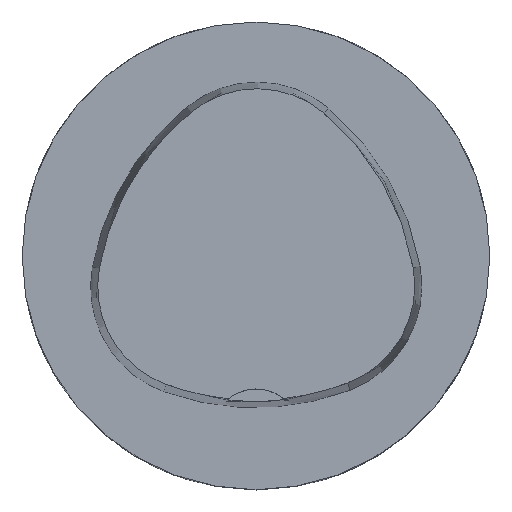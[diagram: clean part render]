
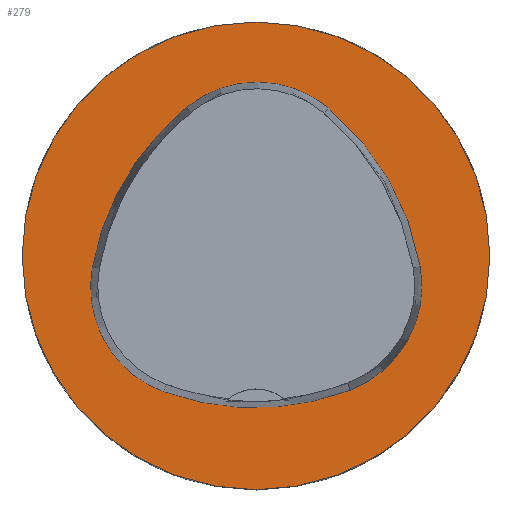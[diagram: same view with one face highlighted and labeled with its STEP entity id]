
A CAD part, top view. The second image highlights one B-rep face of the part: STEP entity #279.
In plain terms, the highlighted planar face has unit normal (0, 0, 1).
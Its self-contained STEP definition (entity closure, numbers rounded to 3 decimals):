
#279=ADVANCED_FACE('',(#646,#647),#350,.T.);
#350=PLANE('',#1794);
#646=FACE_BOUND('',#698,.T.);
#647=FACE_BOUND('',#699,.T.);
#698=EDGE_LOOP('',(#952,#953,#954,#955,#956,#957));
#699=EDGE_LOOP('',(#958));
#952=ORIENTED_EDGE('',*,*,#1486,.T.);
#953=ORIENTED_EDGE('',*,*,#1466,.T.);
#954=ORIENTED_EDGE('',*,*,#1470,.T.);
#955=ORIENTED_EDGE('',*,*,#1473,.T.);
#956=ORIENTED_EDGE('',*,*,#1476,.T.);
#957=ORIENTED_EDGE('',*,*,#1484,.T.);
#958=ORIENTED_EDGE('',*,*,#1457,.F.);
#1285=VERTEX_POINT('',#2687);
#1294=VERTEX_POINT('',#2706);
#1295=VERTEX_POINT('',#2707);
#1298=VERTEX_POINT('',#2715);
#1300=VERTEX_POINT('',#2721);
#1302=VERTEX_POINT('',#2727);
#1309=VERTEX_POINT('',#2748);
#1457=EDGE_CURVE('',#1285,#1285,#1598,.T.);
#1466=EDGE_CURVE('',#1294,#1295,#1599,.T.);
#1470=EDGE_CURVE('',#1295,#1298,#1601,.T.);
#1473=EDGE_CURVE('',#1298,#1300,#1603,.T.);
#1476=EDGE_CURVE('',#1300,#1302,#1605,.T.);
#1484=EDGE_CURVE('',#1302,#1309,#1609,.T.);
#1486=EDGE_CURVE('',#1309,#1294,#1611,.T.);
#1598=CIRCLE('',#1766,31.5);
#1599=CIRCLE('',#1772,36.);
#1601=CIRCLE('',#1775,15.);
#1603=CIRCLE('',#1778,36.);
#1605=CIRCLE('',#1781,15.);
#1609=CIRCLE('',#1786,36.);
#1611=CIRCLE('',#1789,15.);
#1766=AXIS2_PLACEMENT_3D('',#2686,#2064,#2065);
#1772=AXIS2_PLACEMENT_3D('',#2705,#2080,#2081);
#1775=AXIS2_PLACEMENT_3D('',#2714,#2088,#2089);
#1778=AXIS2_PLACEMENT_3D('',#2720,#2095,#2096);
#1781=AXIS2_PLACEMENT_3D('',#2726,#2102,#2103);
#1786=AXIS2_PLACEMENT_3D('',#2749,#2114,#2115);
#1789=AXIS2_PLACEMENT_3D('',#2752,#2120,#2121);
#1794=AXIS2_PLACEMENT_3D('',#2757,#2130,#2131);
#2064=DIRECTION('',(0.,0.,-1.));
#2065=DIRECTION('',(-1.,0.,0.));
#2080=DIRECTION('',(0.,0.,-1.));
#2081=DIRECTION('',(-1.,0.,0.));
#2088=DIRECTION('',(0.,0.,-1.));
#2089=DIRECTION('',(-1.,0.,0.));
#2095=DIRECTION('',(0.,0.,-1.));
#2096=DIRECTION('',(-1.,0.,0.));
#2102=DIRECTION('',(0.,0.,-1.));
#2103=DIRECTION('',(-1.,0.,0.));
#2114=DIRECTION('',(0.,0.,-1.));
#2115=DIRECTION('',(-1.,0.,0.));
#2120=DIRECTION('',(0.,0.,-1.));
#2121=DIRECTION('',(-1.,0.,0.));
#2130=DIRECTION('',(0.,0.,1.));
#2131=DIRECTION('',(1.,0.,0.));
#2686=CARTESIAN_POINT('',(0.,0.,0.));
#2687=CARTESIAN_POINT('',(-31.5,0.,0.));
#2705=CARTESIAN_POINT('',(13.398,-7.893,0.));
#2706=CARTESIAN_POINT('',(-22.041,-1.562,0.));
#2707=CARTESIAN_POINT('',(-9.317,20.036,0.));
#2714=CARTESIAN_POINT('',(0.148,8.399,0.));
#2715=CARTESIAN_POINT('',(9.779,19.898,0.));
#2720=CARTESIAN_POINT('',(-13.337,-7.7,0.));
#2721=CARTESIAN_POINT('',(22.122,-1.48,0.));
#2726=CARTESIAN_POINT('',(7.347,-4.071,0.));
#2727=CARTESIAN_POINT('',(12.693,-18.087,0.));
#2748=CARTESIAN_POINT('',(-12.373,-18.307,0.));
#2749=CARTESIAN_POINT('',(-0.137,15.55,0.));
#2752=CARTESIAN_POINT('',(-7.275,-4.2,0.));
#2757=CARTESIAN_POINT('',(0.,0.,0.));
